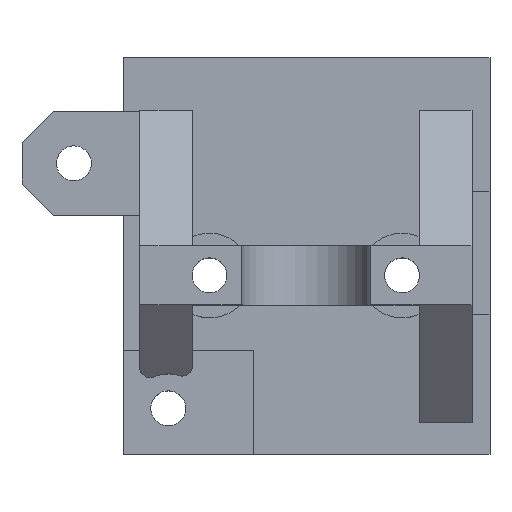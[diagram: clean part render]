
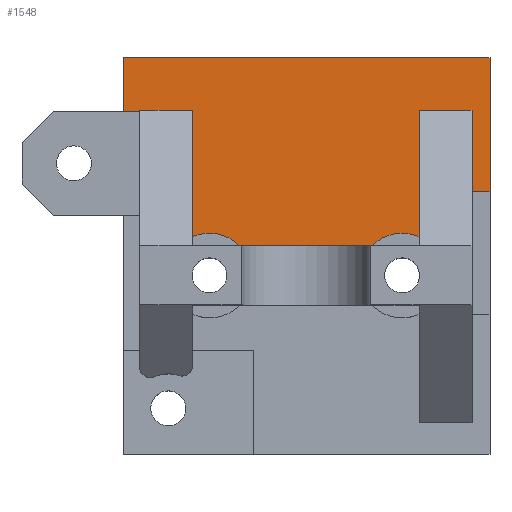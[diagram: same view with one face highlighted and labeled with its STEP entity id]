
A CAD part, top view. The second image highlights one B-rep face of the part: STEP entity #1548.
In plain terms, the highlighted planar face has unit normal (0, 0, 1).
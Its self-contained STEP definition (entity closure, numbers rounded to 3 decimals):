
#6 = DIRECTION ( 'NONE',  ( -1., 0., 0. ) ) ;
#21 = CARTESIAN_POINT ( 'NONE',  ( 24.381, -9.489, 1.9 ) ) ;
#49 = CARTESIAN_POINT ( 'NONE',  ( 4.581, -21.089, 1.9 ) ) ;
#50 = VECTOR ( 'NONE', #1031, 1000. ) ;
#64 = CARTESIAN_POINT ( 'NONE',  ( 24.381, -9.489, 1.9 ) ) ;
#70 = CARTESIAN_POINT ( 'NONE',  ( 0., 0., 1.9 ) ) ;
#97 = LINE ( 'NONE', #264, #1680 ) ;
#98 = ORIENTED_EDGE ( 'NONE', *, *, #2538, .T. ) ;
#105 = LINE ( 'NONE', #1055, #2397 ) ;
#158 = DIRECTION ( 'NONE',  ( 1., 0., 0. ) ) ;
#173 = CARTESIAN_POINT ( 'NONE',  ( 22.781, -21.089, 1.9 ) ) ;
#218 = LINE ( 'NONE', #597, #1853 ) ;
#226 = CARTESIAN_POINT ( 'NONE',  ( 7.438, -22.289, 1.9 ) ) ;
#251 = CIRCLE ( 'NONE', #1196, 4. ) ;
#259 = VERTEX_POINT ( 'NONE', #1134 ) ;
#264 = CARTESIAN_POINT ( 'NONE',  ( 31.081, -17.189, 1.9 ) ) ;
#278 = CARTESIAN_POINT ( 'NONE',  ( 31.081, -17.189, 1.9 ) ) ;
#313 = EDGE_CURVE ( 'NONE', #876, #761, #869, .T. ) ;
#337 = VERTEX_POINT ( 'NONE', #1340 ) ;
#354 = CARTESIAN_POINT ( 'NONE',  ( -3.537, -4.489, 1.9 ) ) ;
#357 = LINE ( 'NONE', #1091, #2389 ) ;
#370 = CARTESIAN_POINT ( 'NONE',  ( 22.781, -25.089, 1.9 ) ) ;
#381 = CARTESIAN_POINT ( 'NONE',  ( 4.581, -25.089, 1.9 ) ) ;
#392 = ORIENTED_EDGE ( 'NONE', *, *, #313, .T. ) ;
#407 = DIRECTION ( 'NONE',  ( -1., 0., 0. ) ) ;
#441 = LINE ( 'NONE', #2015, #50 ) ;
#476 = ORIENTED_EDGE ( 'NONE', *, *, #502, .T. ) ;
#484 = FACE_OUTER_BOUND ( 'NONE', #1907, .T. ) ;
#493 = VECTOR ( 'NONE', #649, 1000. ) ;
#502 = EDGE_CURVE ( 'NONE', #2342, #1041, #1086, .T. ) ;
#514 = DIRECTION ( 'NONE',  ( -1., 0., 0. ) ) ;
#531 = CIRCLE ( 'NONE', #1683, 4. ) ;
#546 = VERTEX_POINT ( 'NONE', #278 ) ;
#597 = CARTESIAN_POINT ( 'NONE',  ( -2.019, -9.489, 1.9 ) ) ;
#649 = DIRECTION ( 'NONE',  ( 0., 1., 0. ) ) ;
#700 = AXIS2_PLACEMENT_3D ( 'NONE', #1926, #1914, #901 ) ;
#713 = ORIENTED_EDGE ( 'NONE', *, *, #843, .F. ) ;
#732 = EDGE_CURVE ( 'NONE', #2342, #1147, #1769, .T. ) ;
#738 = VECTOR ( 'NONE', #1366, 1000. ) ;
#761 = VERTEX_POINT ( 'NONE', #49 ) ;
#763 = CARTESIAN_POINT ( 'NONE',  ( -3.537, -33.289, 1.9 ) ) ;
#811 = EDGE_CURVE ( 'NONE', #259, #337, #218, .T. ) ;
#826 = ORIENTED_EDGE ( 'NONE', *, *, #1519, .F. ) ;
#843 = EDGE_CURVE ( 'NONE', #1324, #949, #1611, .T. ) ;
#846 = DIRECTION ( 'NONE',  ( 0., 0., 1. ) ) ;
#869 = CIRCLE ( 'NONE', #1652, 4. ) ;
#875 = DIRECTION ( 'NONE',  ( -1., 0., 0. ) ) ;
#876 = VERTEX_POINT ( 'NONE', #1955 ) ;
#901 = DIRECTION ( 'NONE',  ( 1., 0., 0. ) ) ;
#949 = VERTEX_POINT ( 'NONE', #1035 ) ;
#953 = EDGE_CURVE ( 'NONE', #1214, #1288, #1823, .T. ) ;
#965 = LINE ( 'NONE', #1201, #1931 ) ;
#1005 = CARTESIAN_POINT ( 'NONE',  ( 0., -22.289, 1.9 ) ) ;
#1018 = ORIENTED_EDGE ( 'NONE', *, *, #811, .T. ) ;
#1031 = DIRECTION ( 'NONE',  ( 0., 1., 0. ) ) ;
#1035 = CARTESIAN_POINT ( 'NONE',  ( 29.381, -9.489, 1.9 ) ) ;
#1041 = VERTEX_POINT ( 'NONE', #21 ) ;
#1048 = ORIENTED_EDGE ( 'NONE', *, *, #2084, .F. ) ;
#1055 = CARTESIAN_POINT ( 'NONE',  ( 2.981, -9.489, 1.9 ) ) ;
#1086 = LINE ( 'NONE', #64, #493 ) ;
#1091 = CARTESIAN_POINT ( 'NONE',  ( 31.081, -4.489, 1.9 ) ) ;
#1126 = EDGE_CURVE ( 'NONE', #1041, #949, #2163, .T. ) ;
#1134 = CARTESIAN_POINT ( 'NONE',  ( -2.019, -9.589, 1.9 ) ) ;
#1138 = DIRECTION ( 'NONE',  ( 1., 0., 0. ) ) ;
#1147 = VERTEX_POINT ( 'NONE', #173 ) ;
#1189 = EDGE_CURVE ( 'NONE', #876, #2012, #441, .T. ) ;
#1196 = AXIS2_PLACEMENT_3D ( 'NONE', #370, #1550, #2041 ) ;
#1201 = CARTESIAN_POINT ( 'NONE',  ( 31.081, -4.489, 1.9 ) ) ;
#1214 = VERTEX_POINT ( 'NONE', #2226 ) ;
#1262 = CARTESIAN_POINT ( 'NONE',  ( -3.537, -9.589, 1.9 ) ) ;
#1267 = PLANE ( 'NONE',  #2196 ) ;
#1268 = VECTOR ( 'NONE', #158, 1000. ) ;
#1288 = VERTEX_POINT ( 'NONE', #226 ) ;
#1322 = CARTESIAN_POINT ( 'NONE',  ( 24.381, -9.489, 1.9 ) ) ;
#1324 = VERTEX_POINT ( 'NONE', #2206 ) ;
#1340 = CARTESIAN_POINT ( 'NONE',  ( -2.019, -9.489, 1.9 ) ) ;
#1366 = DIRECTION ( 'NONE',  ( 0., -1., 0. ) ) ;
#1381 = LINE ( 'NONE', #2348, #2265 ) ;
#1438 = EDGE_CURVE ( 'NONE', #546, #2486, #965, .T. ) ;
#1459 = ORIENTED_EDGE ( 'NONE', *, *, #953, .F. ) ;
#1474 = ORIENTED_EDGE ( 'NONE', *, *, #1438, .T. ) ;
#1519 = EDGE_CURVE ( 'NONE', #2012, #337, #105, .T. ) ;
#1533 = LINE ( 'NONE', #763, #738 ) ;
#1535 = DIRECTION ( 'NONE',  ( 1., 0., 0. ) ) ;
#1536 = EDGE_CURVE ( 'NONE', #546, #1324, #97, .T. ) ;
#1547 = CARTESIAN_POINT ( 'NONE',  ( 4.581, -25.089, 1.9 ) ) ;
#1548 = ADVANCED_FACE ( 'NONE', ( #484 ), #1267, .T. ) ;
#1550 = DIRECTION ( 'NONE',  ( 0., 0., 1. ) ) ;
#1582 = DIRECTION ( 'NONE',  ( 0., 1., 0. ) ) ;
#1595 = EDGE_CURVE ( 'NONE', #2486, #2191, #357, .T. ) ;
#1611 = LINE ( 'NONE', #2208, #2437 ) ;
#1652 = AXIS2_PLACEMENT_3D ( 'NONE', #381, #2527, #1535 ) ;
#1663 = ORIENTED_EDGE ( 'NONE', *, *, #1536, .F. ) ;
#1680 = VECTOR ( 'NONE', #875, 1000. ) ;
#1683 = AXIS2_PLACEMENT_3D ( 'NONE', #1547, #2140, #2171 ) ;
#1706 = CARTESIAN_POINT ( 'NONE',  ( 2.981, -9.489, 1.9 ) ) ;
#1738 = ORIENTED_EDGE ( 'NONE', *, *, #2143, .T. ) ;
#1769 = CIRCLE ( 'NONE', #700, 4. ) ;
#1808 = EDGE_CURVE ( 'NONE', #1147, #1214, #251, .T. ) ;
#1823 = LINE ( 'NONE', #1005, #2270 ) ;
#1853 = VECTOR ( 'NONE', #1582, 1000. ) ;
#1871 = VERTEX_POINT ( 'NONE', #1262 ) ;
#1888 = ORIENTED_EDGE ( 'NONE', *, *, #1126, .T. ) ;
#1907 = EDGE_LOOP ( 'NONE', ( #1913, #392, #1738, #1459, #2077, #2461, #476, #1888, #713, #1663, #1474, #2239, #98, #1048, #1018, #826 ) ) ;
#1913 = ORIENTED_EDGE ( 'NONE', *, *, #1189, .F. ) ;
#1914 = DIRECTION ( 'NONE',  ( 0., 0., 1. ) ) ;
#1926 = CARTESIAN_POINT ( 'NONE',  ( 22.781, -25.089, 1.9 ) ) ;
#1931 = VECTOR ( 'NONE', #2543, 1000. ) ;
#1955 = CARTESIAN_POINT ( 'NONE',  ( 2.981, -21.423, 1.9 ) ) ;
#2012 = VERTEX_POINT ( 'NONE', #1706 ) ;
#2015 = CARTESIAN_POINT ( 'NONE',  ( 2.981, -9.489, 1.9 ) ) ;
#2041 = DIRECTION ( 'NONE',  ( 1., 0., 0. ) ) ;
#2077 = ORIENTED_EDGE ( 'NONE', *, *, #1808, .F. ) ;
#2084 = EDGE_CURVE ( 'NONE', #259, #1871, #1381, .T. ) ;
#2140 = DIRECTION ( 'NONE',  ( 0., 0., -1. ) ) ;
#2143 = EDGE_CURVE ( 'NONE', #761, #1288, #531, .T. ) ;
#2156 = CARTESIAN_POINT ( 'NONE',  ( 31.081, -4.489, 1.9 ) ) ;
#2163 = LINE ( 'NONE', #1322, #1268 ) ;
#2171 = DIRECTION ( 'NONE',  ( 1., 0., 0. ) ) ;
#2191 = VERTEX_POINT ( 'NONE', #354 ) ;
#2196 = AXIS2_PLACEMENT_3D ( 'NONE', #70, #846, #1138 ) ;
#2206 = CARTESIAN_POINT ( 'NONE',  ( 29.381, -17.189, 1.9 ) ) ;
#2208 = CARTESIAN_POINT ( 'NONE',  ( 29.381, -9.489, 1.9 ) ) ;
#2226 = CARTESIAN_POINT ( 'NONE',  ( 19.925, -22.289, 1.9 ) ) ;
#2239 = ORIENTED_EDGE ( 'NONE', *, *, #1595, .T. ) ;
#2259 = DIRECTION ( 'NONE',  ( -1., 0., 0. ) ) ;
#2265 = VECTOR ( 'NONE', #407, 1000. ) ;
#2270 = VECTOR ( 'NONE', #6, 1000. ) ;
#2342 = VERTEX_POINT ( 'NONE', #2485 ) ;
#2348 = CARTESIAN_POINT ( 'NONE',  ( -3.737, -9.589, 1.9 ) ) ;
#2389 = VECTOR ( 'NONE', #514, 1000. ) ;
#2397 = VECTOR ( 'NONE', #2259, 1000. ) ;
#2407 = DIRECTION ( 'NONE',  ( 0., 1., 0. ) ) ;
#2437 = VECTOR ( 'NONE', #2407, 1000. ) ;
#2461 = ORIENTED_EDGE ( 'NONE', *, *, #732, .F. ) ;
#2485 = CARTESIAN_POINT ( 'NONE',  ( 24.381, -21.423, 1.9 ) ) ;
#2486 = VERTEX_POINT ( 'NONE', #2156 ) ;
#2527 = DIRECTION ( 'NONE',  ( 0., 0., -1. ) ) ;
#2538 = EDGE_CURVE ( 'NONE', #2191, #1871, #1533, .T. ) ;
#2543 = DIRECTION ( 'NONE',  ( 0., 1., 0. ) ) ;
